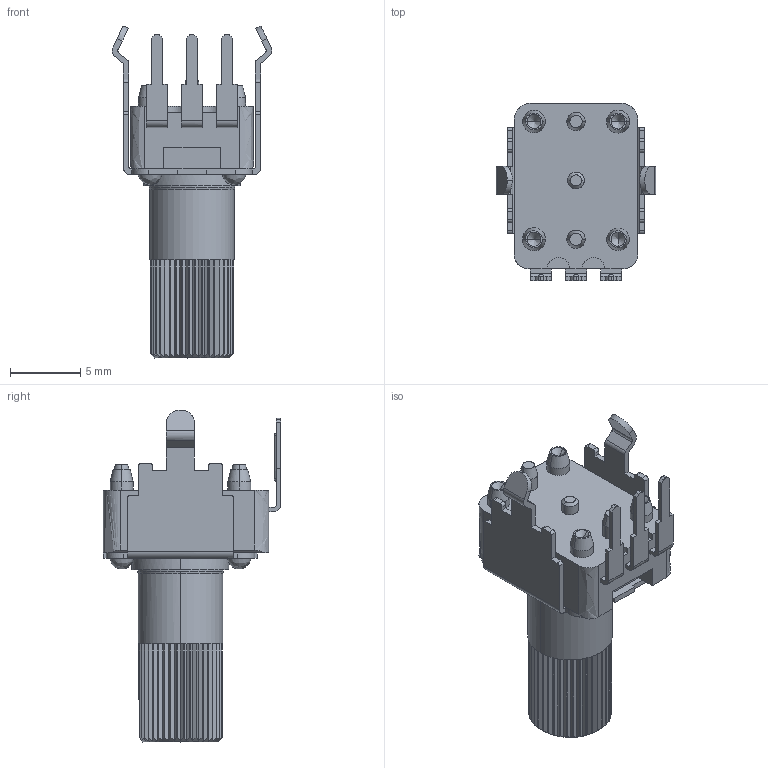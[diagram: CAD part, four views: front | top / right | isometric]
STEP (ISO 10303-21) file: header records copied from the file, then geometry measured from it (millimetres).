
FILE_DESCRIPTION (( 'STEP AP214' ), '1' );
FILE_NAME ('User Library-RK09K1130-20-1_V2.STEP', '2022-01-05T17:12:28', ( '' ), ( '' ), 'SwSTEP 2.0', 'SolidWorks 2018', '' );
FILE_SCHEMA (( 'AUTOMOTIVE_DESIGN' ));
Length unit declared in the file: millimetre
Products named in the file (1): User Library-RK09K1130-20-1_V2
Bounding box: 11.4 x 12.65 x 23.7 mm (x, y, z)
Volume: 921.6 mm3; surface area: 1064.1 mm2
Topology: 1 solids, 1 shells, 360 faces, 994 edges, 652 vertices
Faces by surface type: bspline 360
Entity records: 13809 total; most frequent: CARTESIAN_POINT 6266, ORIENTED_EDGE 1972, EDGE_CURVE 986, B_SPLINE_CURVE_WITH_KNOTS 871, VERTEX_POINT 652, EDGE_LOOP 384, ADVANCED_FACE 360, FACE_OUTER_BOUND 360
